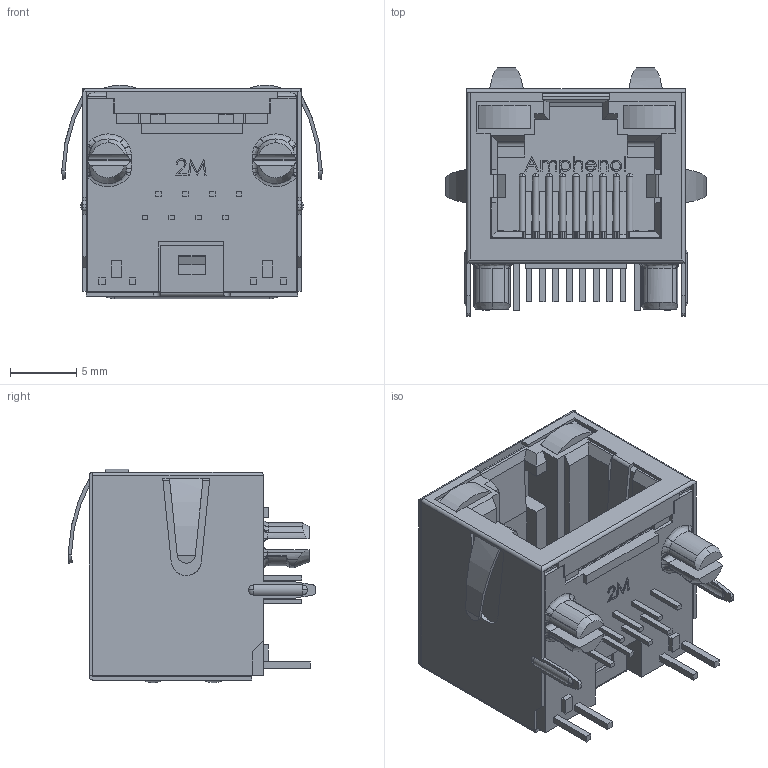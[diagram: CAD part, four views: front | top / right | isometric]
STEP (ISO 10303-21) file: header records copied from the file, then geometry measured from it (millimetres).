
FILE_DESCRIPTION (( 'STEP AP203' ), '1' );
FILE_NAME ('M-RJHSE-X48X-REVT2.STEP', '2021-08-05T03:19:46', ( '' ), ( '' ), 'SwSTEP 2.0', 'SolidWorks 2019', '' );
FILE_SCHEMA (( 'CONFIG_CONTROL_DESIGN' ));
Length unit declared in the file: millimetre
Products named in the file (1): M-RJHSE-X48X-REVT2
Bounding box: 19.7 x 18.74 x 16.13 mm (x, y, z)
Volume: 2154.3 mm3; surface area: 4111.7 mm2
Topology: 1 solids, 1 shells, 1129 faces, 3143 edges, 2059 vertices
Faces by surface type: plane 730, cylinder 224, bspline 151, sphere 16, cone 8
Entity records: 43578 total; most frequent: CARTESIAN_POINT 16848, ORIENTED_EDGE 6270, DIRECTION 4294, EDGE_CURVE 3135, VERTEX_POINT 2059, LINE 2030, VECTOR 2030, EDGE_LOOP 1218
